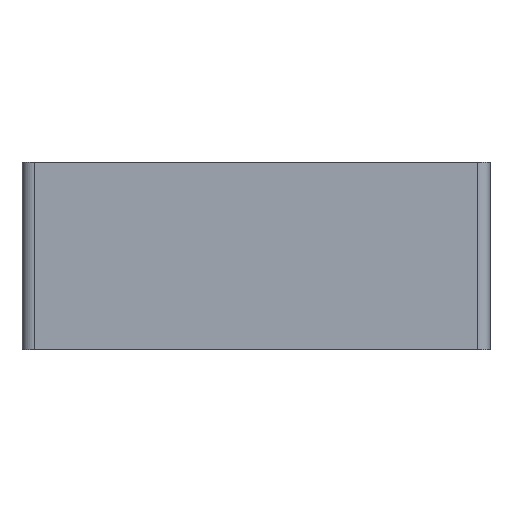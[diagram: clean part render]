
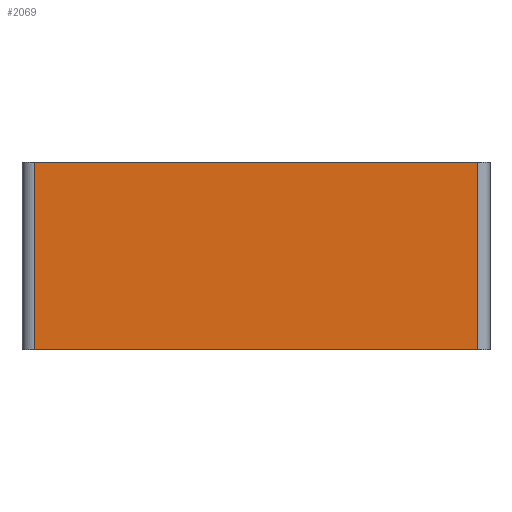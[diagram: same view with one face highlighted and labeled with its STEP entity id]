
A CAD part, left-side view. The second image highlights one B-rep face of the part: STEP entity #2069.
In plain terms, the highlighted planar face has unit normal (-1, 0, 0).
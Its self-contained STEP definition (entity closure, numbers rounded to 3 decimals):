
#80=LINE('',#7081,#252);
#223=LINE('',#8237,#395);
#224=LINE('',#8240,#396);
#225=LINE('',#8241,#397);
#252=VECTOR('',#2394,10.);
#395=VECTOR('',#2769,10.);
#396=VECTOR('',#2772,10.);
#397=VECTOR('',#2773,10.);
#456=PLANE('',#2260);
#569=FACE_OUTER_BOUND('',#688,.T.);
#688=EDGE_LOOP('',(#1855,#1856,#1857,#1858));
#902=VERTEX_POINT('',#7078);
#903=VERTEX_POINT('',#7080);
#1015=VERTEX_POINT('',#8233);
#1017=VERTEX_POINT('',#8239);
#1122=EDGE_CURVE('',#902,#903,#80,.T.);
#1312=EDGE_CURVE('',#1015,#903,#223,.T.);
#1313=EDGE_CURVE('',#1017,#902,#224,.T.);
#1314=EDGE_CURVE('',#1015,#1017,#225,.T.);
#1855=ORIENTED_EDGE('',*,*,#1312,.T.);
#1856=ORIENTED_EDGE('',*,*,#1122,.F.);
#1857=ORIENTED_EDGE('',*,*,#1313,.F.);
#1858=ORIENTED_EDGE('',*,*,#1314,.F.);
#2069=ADVANCED_FACE('',(#569),#456,.T.);
#2260=AXIS2_PLACEMENT_3D('',#8238,#2770,#2771);
#2394=DIRECTION('',(0.,1.,0.));
#2769=DIRECTION('',(0.,0.,-1.));
#2770=DIRECTION('center_axis',(-1.,0.,0.));
#2771=DIRECTION('ref_axis',(0.,-1.,0.));
#2772=DIRECTION('',(0.,0.,-1.));
#2773=DIRECTION('',(0.,-1.,0.));
#7078=CARTESIAN_POINT('',(-75.,-71.,0.));
#7080=CARTESIAN_POINT('',(-75.,71.,0.));
#7081=CARTESIAN_POINT('',(-75.,-71.,0.));
#8233=CARTESIAN_POINT('',(-75.,71.,60.));
#8237=CARTESIAN_POINT('',(-75.,71.,10.));
#8238=CARTESIAN_POINT('Origin',(-75.,75.,10.));
#8239=CARTESIAN_POINT('',(-75.,-71.,60.));
#8240=CARTESIAN_POINT('',(-75.,-71.,10.));
#8241=CARTESIAN_POINT('',(-75.,75.,60.));
